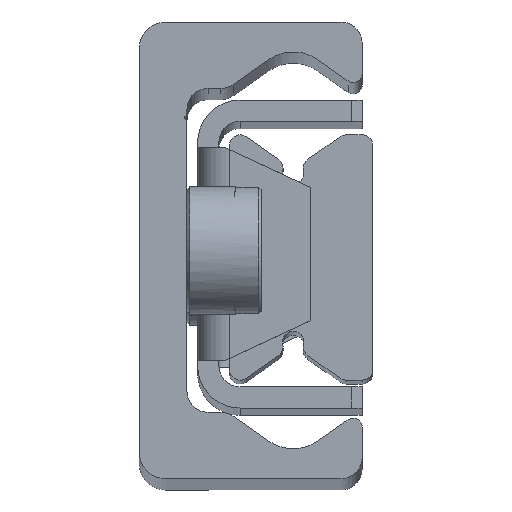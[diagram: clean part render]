
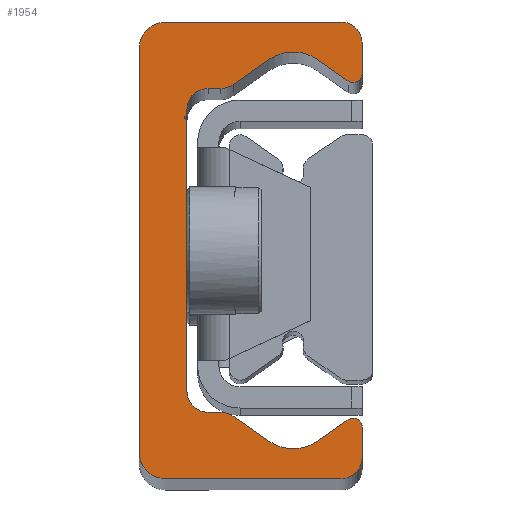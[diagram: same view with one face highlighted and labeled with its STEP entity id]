
A CAD part, top view. The second image highlights one B-rep face of the part: STEP entity #1954.
In plain terms, the highlighted planar face has unit normal (0, 0, 1).
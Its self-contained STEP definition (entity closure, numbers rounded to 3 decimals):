
#930=CARTESIAN_POINT('',(2.499,-21.5,610.0));
#931=VERTEX_POINT('',#930);
#932=CARTESIAN_POINT('',(-0.001,-19.0,610.0));
#933=VERTEX_POINT('',#932);
#934=CARTESIAN_POINT('',(2.499,-19.0,610.0));
#935=DIRECTION('',(0.0,0.0,-1.0));
#936=DIRECTION('',(-1.0,0.0,0.0));
#937=AXIS2_PLACEMENT_3D('',#934,#935,#936);
#938=CIRCLE('',#937,2.5);
#939=EDGE_CURVE('',#931,#933,#938,.T.);
#972=CARTESIAN_POINT('',(-0.001,19.0,610.0));
#973=VERTEX_POINT('',#972);
#974=CARTESIAN_POINT('',(-0.001,-19.0,610.0));
#975=DIRECTION('',(0.0,1.0,0.0));
#976=VECTOR('',#975,38.0);
#977=LINE('',#974,#976);
#978=EDGE_CURVE('',#933,#973,#977,.T.);
#1033=CARTESIAN_POINT('',(2.499,21.5,610.0));
#1034=VERTEX_POINT('',#1033);
#1035=CARTESIAN_POINT('',(2.499,19.0,610.0));
#1036=DIRECTION('',(0.0,0.0,-1.0));
#1037=DIRECTION('',(0.0,1.0,0.0));
#1038=AXIS2_PLACEMENT_3D('',#1035,#1036,#1037);
#1039=CIRCLE('',#1038,2.5);
#1040=EDGE_CURVE('',#973,#1034,#1039,.T.);
#1066=CARTESIAN_POINT('',(18.999,21.5,610.0));
#1067=VERTEX_POINT('',#1066);
#1068=CARTESIAN_POINT('',(2.499,21.5,610.0));
#1069=DIRECTION('',(1.0,0.0,0.0));
#1070=VECTOR('',#1069,16.5);
#1071=LINE('',#1068,#1070);
#1072=EDGE_CURVE('',#1034,#1067,#1071,.T.);
#1097=CARTESIAN_POINT('',(20.999,19.5,610.0));
#1098=VERTEX_POINT('',#1097);
#1099=CARTESIAN_POINT('',(18.999,19.5,610.0));
#1100=DIRECTION('',(0.0,0.0,-1.0));
#1101=DIRECTION('',(1.0,0.0,0.0));
#1102=AXIS2_PLACEMENT_3D('',#1099,#1100,#1101);
#1103=CIRCLE('',#1102,2.);
#1104=EDGE_CURVE('',#1067,#1098,#1103,.T.);
#1130=CARTESIAN_POINT('',(20.999,16.65,610.0));
#1131=VERTEX_POINT('',#1130);
#1132=CARTESIAN_POINT('',(20.999,19.5,610.0));
#1133=DIRECTION('',(0.0,-1.0,0.0));
#1134=VECTOR('',#1133,2.85);
#1135=LINE('',#1132,#1134);
#1136=EDGE_CURVE('',#1098,#1131,#1135,.T.);
#1161=CARTESIAN_POINT('',(19.662,15.953,610.0));
#1162=VERTEX_POINT('',#1161);
#1163=CARTESIAN_POINT('',(20.149,16.65,610.0));
#1164=DIRECTION('',(0.0,0.0,-1.));
#1165=DIRECTION('',(-0.574,-0.819,0.0));
#1166=AXIS2_PLACEMENT_3D('',#1163,#1164,#1165);
#1167=CIRCLE('',#1166,0.85);
#1168=EDGE_CURVE('',#1131,#1162,#1167,.T.);
#1194=CARTESIAN_POINT('',(16.794,17.962,610.0));
#1195=VERTEX_POINT('',#1194);
#1196=CARTESIAN_POINT('',(19.662,15.953,610.0));
#1197=DIRECTION('',(-0.819,0.574,0.0));
#1198=VECTOR('',#1197,3.501);
#1199=LINE('',#1196,#1198);
#1200=EDGE_CURVE('',#1162,#1195,#1199,.T.);
#1225=CARTESIAN_POINT('',(12.205,17.962,610.0));
#1226=VERTEX_POINT('',#1225);
#1227=CARTESIAN_POINT('',(14.499,14.685,610.0));
#1228=DIRECTION('',(0.0,0.0,1.0));
#1229=DIRECTION('',(-0.574,-0.819,0.0));
#1230=AXIS2_PLACEMENT_3D('',#1227,#1228,#1229);
#1231=CIRCLE('',#1230,4.0);
#1232=EDGE_CURVE('',#1195,#1226,#1231,.T.);
#1258=CARTESIAN_POINT('',(8.849,15.612,610.0));
#1259=VERTEX_POINT('',#1258);
#1260=CARTESIAN_POINT('',(12.205,17.962,610.0));
#1261=DIRECTION('',(-0.819,-0.574,0.0));
#1262=VECTOR('',#1261,4.097);
#1263=LINE('',#1260,#1262);
#1264=EDGE_CURVE('',#1226,#1259,#1263,.T.);
#1289=CARTESIAN_POINT('',(7.702,15.25,610.0));
#1290=VERTEX_POINT('',#1289);
#1291=CARTESIAN_POINT('',(7.702,17.25,610.0));
#1292=DIRECTION('',(0.0,0.0,-1.0));
#1293=DIRECTION('',(0.0,-1.0,0.0));
#1294=AXIS2_PLACEMENT_3D('',#1291,#1292,#1293);
#1295=CIRCLE('',#1294,2.0);
#1296=EDGE_CURVE('',#1259,#1290,#1295,.T.);
#1322=CARTESIAN_POINT('',(6.499,15.25,610.0));
#1323=VERTEX_POINT('',#1322);
#1324=CARTESIAN_POINT('',(7.702,15.25,610.0));
#1325=DIRECTION('',(-1.0,0.0,0.0));
#1326=VECTOR('',#1325,1.203);
#1327=LINE('',#1324,#1326);
#1328=EDGE_CURVE('',#1290,#1323,#1327,.T.);
#1353=CARTESIAN_POINT('',(4.499,13.25,610.0));
#1354=VERTEX_POINT('',#1353);
#1355=CARTESIAN_POINT('',(6.499,13.25,610.0));
#1356=DIRECTION('',(0.0,0.0,1.0));
#1357=DIRECTION('',(0.0,-1.0,0.0));
#1358=AXIS2_PLACEMENT_3D('',#1355,#1356,#1357);
#1359=CIRCLE('',#1358,2.0);
#1360=EDGE_CURVE('',#1323,#1354,#1359,.T.);
#1386=CARTESIAN_POINT('',(4.499,12.861,610.0));
#1387=VERTEX_POINT('',#1386);
#1388=CARTESIAN_POINT('',(4.499,13.25,610.0));
#1389=DIRECTION('',(0.0,-1.0,0.0));
#1390=VECTOR('',#1389,0.389);
#1391=LINE('',#1388,#1390);
#1392=EDGE_CURVE('',#1354,#1387,#1391,.T.);
#1417=CARTESIAN_POINT('',(4.411,12.734,610.0));
#1418=VERTEX_POINT('',#1417);
#1419=CARTESIAN_POINT('',(4.363,12.861,610.0));
#1420=DIRECTION('',(0.0,0.0,-1.0));
#1421=DIRECTION('',(0.353,-0.936,0.0));
#1422=AXIS2_PLACEMENT_3D('',#1419,#1420,#1421);
#1423=CIRCLE('',#1422,0.136);
#1424=EDGE_CURVE('',#1387,#1418,#1423,.T.);
#1450=CARTESIAN_POINT('',(4.422,12.262,610.0));
#1451=VERTEX_POINT('',#1450);
#1452=CARTESIAN_POINT('',(4.499,12.5,610.0));
#1453=DIRECTION('',(0.0,0.0,1.0));
#1454=DIRECTION('',(0.353,-0.936,0.0));
#1455=AXIS2_PLACEMENT_3D('',#1452,#1453,#1454);
#1456=CIRCLE('',#1455,0.25);
#1457=EDGE_CURVE('',#1418,#1451,#1456,.T.);
#1483=CARTESIAN_POINT('',(4.499,12.156,610.0));
#1484=VERTEX_POINT('',#1483);
#1485=CARTESIAN_POINT('',(4.387,12.156,610.0));
#1486=DIRECTION('',(0.0,0.0,-1.0));
#1487=DIRECTION('',(1.0,0.0,0.0));
#1488=AXIS2_PLACEMENT_3D('',#1485,#1486,#1487);
#1489=CIRCLE('',#1488,0.112);
#1490=EDGE_CURVE('',#1451,#1484,#1489,.T.);
#1516=CARTESIAN_POINT('',(4.499,-13.25,610.0));
#1517=VERTEX_POINT('',#1516);
#1518=CARTESIAN_POINT('',(4.499,12.156,610.0));
#1519=DIRECTION('',(0.0,-1.0,0.0));
#1520=VECTOR('',#1519,25.406);
#1521=LINE('',#1518,#1520);
#1522=EDGE_CURVE('',#1484,#1517,#1521,.T.);
#1577=CARTESIAN_POINT('',(6.499,-15.25,610.0));
#1578=VERTEX_POINT('',#1577);
#1579=CARTESIAN_POINT('',(6.499,-13.25,610.0));
#1580=DIRECTION('',(0.0,0.0,1.0));
#1581=DIRECTION('',(1.0,0.0,0.0));
#1582=AXIS2_PLACEMENT_3D('',#1579,#1580,#1581);
#1583=CIRCLE('',#1582,2.0);
#1584=EDGE_CURVE('',#1517,#1578,#1583,.T.);
#1610=CARTESIAN_POINT('',(7.702,-15.25,610.0));
#1611=VERTEX_POINT('',#1610);
#1612=CARTESIAN_POINT('',(6.499,-15.25,610.0));
#1613=DIRECTION('',(1.0,0.0,0.0));
#1614=VECTOR('',#1613,1.203);
#1615=LINE('',#1612,#1614);
#1616=EDGE_CURVE('',#1578,#1611,#1615,.T.);
#1641=CARTESIAN_POINT('',(8.849,-15.612,610.0));
#1642=VERTEX_POINT('',#1641);
#1643=CARTESIAN_POINT('',(7.702,-17.25,610.0));
#1644=DIRECTION('',(0.0,0.0,-1.));
#1645=DIRECTION('',(0.574,0.819,0.0));
#1646=AXIS2_PLACEMENT_3D('',#1643,#1644,#1645);
#1647=CIRCLE('',#1646,2.0);
#1648=EDGE_CURVE('',#1611,#1642,#1647,.T.);
#1674=CARTESIAN_POINT('',(12.205,-17.962,610.0));
#1675=VERTEX_POINT('',#1674);
#1676=CARTESIAN_POINT('',(8.849,-15.612,610.0));
#1677=DIRECTION('',(0.819,-0.574,0.0));
#1678=VECTOR('',#1677,4.097);
#1679=LINE('',#1676,#1678);
#1680=EDGE_CURVE('',#1642,#1675,#1679,.T.);
#1705=CARTESIAN_POINT('',(16.794,-17.962,610.0));
#1706=VERTEX_POINT('',#1705);
#1707=CARTESIAN_POINT('',(14.499,-14.685,610.0));
#1708=DIRECTION('',(0.0,0.0,1.0));
#1709=DIRECTION('',(0.574,0.819,0.0));
#1710=AXIS2_PLACEMENT_3D('',#1707,#1708,#1709);
#1711=CIRCLE('',#1710,4.0);
#1712=EDGE_CURVE('',#1675,#1706,#1711,.T.);
#1738=CARTESIAN_POINT('',(19.662,-15.953,610.0));
#1739=VERTEX_POINT('',#1738);
#1740=CARTESIAN_POINT('',(16.794,-17.962,610.0));
#1741=DIRECTION('',(0.819,0.574,0.0));
#1742=VECTOR('',#1741,3.501);
#1743=LINE('',#1740,#1742);
#1744=EDGE_CURVE('',#1706,#1739,#1743,.T.);
#1769=CARTESIAN_POINT('',(20.999,-16.65,610.0));
#1770=VERTEX_POINT('',#1769);
#1771=CARTESIAN_POINT('',(20.149,-16.65,610.0));
#1772=DIRECTION('',(0.0,0.0,-1.0));
#1773=DIRECTION('',(1.0,0.0,0.0));
#1774=AXIS2_PLACEMENT_3D('',#1771,#1772,#1773);
#1775=CIRCLE('',#1774,0.85);
#1776=EDGE_CURVE('',#1739,#1770,#1775,.T.);
#1802=CARTESIAN_POINT('',(20.999,-19.5,610.0));
#1803=VERTEX_POINT('',#1802);
#1804=CARTESIAN_POINT('',(20.999,-16.65,610.0));
#1805=DIRECTION('',(0.0,-1.0,0.0));
#1806=VECTOR('',#1805,2.85);
#1807=LINE('',#1804,#1806);
#1808=EDGE_CURVE('',#1770,#1803,#1807,.T.);
#1833=CARTESIAN_POINT('',(18.999,-21.5,610.0));
#1834=VERTEX_POINT('',#1833);
#1835=CARTESIAN_POINT('',(18.999,-19.5,610.0));
#1836=DIRECTION('',(0.0,0.0,-1.0));
#1837=DIRECTION('',(0.0,-1.0,0.0));
#1838=AXIS2_PLACEMENT_3D('',#1835,#1836,#1837);
#1839=CIRCLE('',#1838,2.);
#1840=EDGE_CURVE('',#1803,#1834,#1839,.T.);
#1866=CARTESIAN_POINT('',(18.999,-21.5,610.0));
#1867=DIRECTION('',(-1.0,0.0,0.0));
#1868=VECTOR('',#1867,16.5);
#1869=LINE('',#1866,#1868);
#1870=EDGE_CURVE('',#1834,#931,#1869,.T.);
#1919=CARTESIAN_POINT('',(7.822,0.017,610.0));
#1920=DIRECTION('',(0.0,0.0,1.0));
#1921=DIRECTION('',(1.0,0.0,0.0));
#1922=AXIS2_PLACEMENT_3D('',#1919,#1920,#1921);
#1923=PLANE('',#1922);
#1924=ORIENTED_EDGE('',*,*,#939,.F.);
#1925=ORIENTED_EDGE('',*,*,#1870,.F.);
#1926=ORIENTED_EDGE('',*,*,#1840,.F.);
#1927=ORIENTED_EDGE('',*,*,#1808,.F.);
#1928=ORIENTED_EDGE('',*,*,#1776,.F.);
#1929=ORIENTED_EDGE('',*,*,#1744,.F.);
#1930=ORIENTED_EDGE('',*,*,#1712,.F.);
#1931=ORIENTED_EDGE('',*,*,#1680,.F.);
#1932=ORIENTED_EDGE('',*,*,#1648,.F.);
#1933=ORIENTED_EDGE('',*,*,#1616,.F.);
#1934=ORIENTED_EDGE('',*,*,#1584,.F.);
#1935=ORIENTED_EDGE('',*,*,#1522,.F.);
#1936=ORIENTED_EDGE('',*,*,#1490,.F.);
#1937=ORIENTED_EDGE('',*,*,#1457,.F.);
#1938=ORIENTED_EDGE('',*,*,#1424,.F.);
#1939=ORIENTED_EDGE('',*,*,#1392,.F.);
#1940=ORIENTED_EDGE('',*,*,#1360,.F.);
#1941=ORIENTED_EDGE('',*,*,#1328,.F.);
#1942=ORIENTED_EDGE('',*,*,#1296,.F.);
#1943=ORIENTED_EDGE('',*,*,#1264,.F.);
#1944=ORIENTED_EDGE('',*,*,#1232,.F.);
#1945=ORIENTED_EDGE('',*,*,#1200,.F.);
#1946=ORIENTED_EDGE('',*,*,#1168,.F.);
#1947=ORIENTED_EDGE('',*,*,#1136,.F.);
#1948=ORIENTED_EDGE('',*,*,#1104,.F.);
#1949=ORIENTED_EDGE('',*,*,#1072,.F.);
#1950=ORIENTED_EDGE('',*,*,#1040,.F.);
#1951=ORIENTED_EDGE('',*,*,#978,.F.);
#1952=EDGE_LOOP('',(#1924,#1925,#1926,#1927,#1928,#1929,#1930,#1931,#1932,#1933,#1934,#1935,#1936,#1937,#1938,#1939,#1940,#1941,#1942,#1943,#1944,#1945,#1946,#1947,#1948,#1949,#1950,#1951));
#1953=FACE_OUTER_BOUND('',#1952,.T.);
#1954=ADVANCED_FACE('',(#1953),#1923,.T.);
